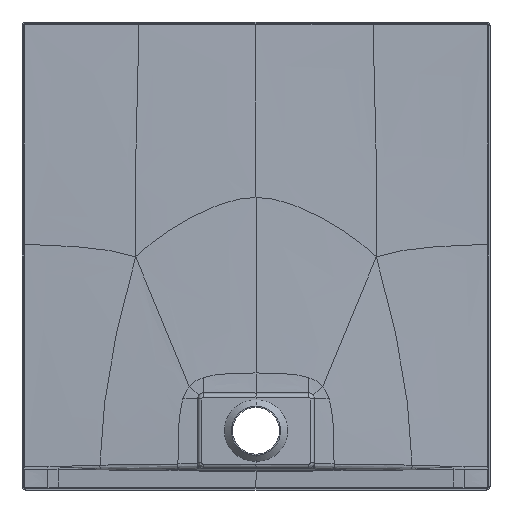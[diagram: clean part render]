
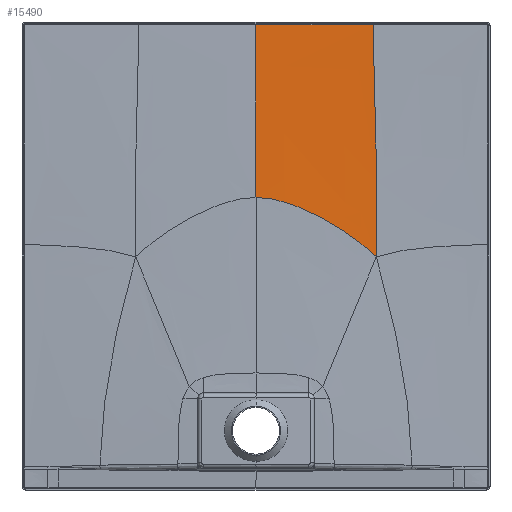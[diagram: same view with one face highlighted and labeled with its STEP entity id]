
A CAD part, front view. The second image highlights one B-rep face of the part: STEP entity #15490.
In plain terms, the highlighted free-form (B-spline) face has degree [3, 3] with [8, 10] control points.
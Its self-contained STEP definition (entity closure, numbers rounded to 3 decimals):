
#3315=CARTESIAN_POINT('',(231.391,-8.999,448.369));
#3317=CARTESIAN_POINT('',(0.,-10.499,
562.567));
#3318=CARTESIAN_POINT('',(18.268,-10.499,562.567));
#3319=CARTESIAN_POINT('',(55.302,-10.391,555.919));
#3320=CARTESIAN_POINT('',(112.294,-10.042,531.693));
#3321=CARTESIAN_POINT('',(161.243,-9.698,503.997));
#3322=CARTESIAN_POINT('',(201.247,-9.349,475.465));
#3323=CARTESIAN_POINT('',(221.369,-9.126,458.038));
#3324=CARTESIAN_POINT('',(231.391,-8.999,448.369));
#3974=CARTESIAN_POINT('',(225.006,-3.05,894.98));
#3997=CARTESIAN_POINT('',(-0.005,-3.113,
894.956));
#3998=CARTESIAN_POINT('',(17.3,-3.113,894.956));
#3999=CARTESIAN_POINT('',(50.565,-3.109,894.957));
#4000=CARTESIAN_POINT('',(95.038,-3.097,894.962));
#4001=CARTESIAN_POINT('',(138.183,-3.083,894.967));
#4002=CARTESIAN_POINT('',(181.933,-3.066,894.974));
#4003=CARTESIAN_POINT('',(210.673,-3.055,894.978));
#4004=CARTESIAN_POINT('',(225.006,-3.05,894.98));
#4006=CARTESIAN_POINT('',(225.006,-3.05,894.98));
#4007=CARTESIAN_POINT('',(225.066,-3.352,864.739));
#4008=CARTESIAN_POINT('',(226.165,-4.083,801.575));
#4009=CARTESIAN_POINT('',(229.249,-5.227,715.581));
#4010=CARTESIAN_POINT('',(231.553,-6.275,638.212));
#4011=CARTESIAN_POINT('',(232.682,-7.117,576.632));
#4012=CARTESIAN_POINT('',(232.757,-7.87,523.181));
#4013=CARTESIAN_POINT('',(232.182,-8.505,480.235));
#4014=CARTESIAN_POINT('',(231.687,-8.832,458.928));
#4015=CARTESIAN_POINT('',(231.391,-8.999,448.369));
#4017=DIRECTION('',(0.,-0.022,-1.));
#4018=VECTOR('',#4017,332.471);
#4019=CARTESIAN_POINT('',(-0.005,-3.113,
894.956));
#4020=LINE('',#4019,#4018);
#4556=VERTEX_POINT('',#3315);
#4673=VERTEX_POINT('',#3974);
#4695=CARTESIAN_POINT('',(0.,-10.499,
562.567));
#4697=VERTEX_POINT('',#4695);
#4698=CARTESIAN_POINT('',(-0.005,-3.113,
894.956));
#4699=VERTEX_POINT('',#4698);
#15401=CARTESIAN_POINT('',(-2.29,-3.023,
899.016));
#15402=CARTESIAN_POINT('',(-2.29,-3.64,
871.241));
#15403=CARTESIAN_POINT('',(-2.277,-4.882,
815.34));
#15404=CARTESIAN_POINT('',(-2.232,-6.436,
745.376));
#15405=CARTESIAN_POINT('',(-2.197,-7.686,
689.123));
#15406=CARTESIAN_POINT('',(-2.182,-8.624,
646.932));
#15407=CARTESIAN_POINT('',(-2.186,-9.405,
611.773));
#15408=CARTESIAN_POINT('',(-2.206,-10.052,
582.658));
#15409=CARTESIAN_POINT('',(-2.223,-10.387,
567.606));
#15410=CARTESIAN_POINT('',(-2.234,-10.565,
559.586));
#15411=CARTESIAN_POINT('',(17.223,-3.023,
899.017));
#15412=CARTESIAN_POINT('',(17.223,-3.641,
871.246));
#15413=CARTESIAN_POINT('',(17.125,-4.885,
815.36));
#15414=CARTESIAN_POINT('',(16.783,-6.441,
745.434));
#15415=CARTESIAN_POINT('',(16.52,-7.692,
689.235));
#15416=CARTESIAN_POINT('',(16.401,-8.63,
647.095));
#15417=CARTESIAN_POINT('',(16.434,-9.411,
611.985));
#15418=CARTESIAN_POINT('',(16.582,-10.057,
582.912));
#15419=CARTESIAN_POINT('',(16.708,-10.391,
567.882));
#15420=CARTESIAN_POINT('',(16.791,-10.569,
559.873));
#15421=CARTESIAN_POINT('',(55.487,-3.022,
899.009));
#15422=CARTESIAN_POINT('',(55.487,-3.618,
871.12));
#15423=CARTESIAN_POINT('',(55.207,-4.82,
814.91));
#15424=CARTESIAN_POINT('',(54.276,-6.334,
744.067));
#15425=CARTESIAN_POINT('',(53.609,-7.566,
686.629));
#15426=CARTESIAN_POINT('',(53.354,-8.499,
643.309));
#15427=CARTESIAN_POINT('',(53.524,-9.285,
607.052));
#15428=CARTESIAN_POINT('',(53.997,-9.941,
576.994));
#15429=CARTESIAN_POINT('',(54.375,-10.281,
561.461));
#15430=CARTESIAN_POINT('',(54.616,-10.463,
553.191));
#15431=CARTESIAN_POINT('',(112.5,-3.019,
898.986));
#15432=CARTESIAN_POINT('',(112.502,-3.533,
870.726));
#15433=CARTESIAN_POINT('',(112.214,-4.584,
813.484));
#15434=CARTESIAN_POINT('',(111.23,-5.962,
739.411));
#15435=CARTESIAN_POINT('',(110.606,-7.137,
677.409));
#15436=CARTESIAN_POINT('',(110.475,-8.059,
629.647));
#15437=CARTESIAN_POINT('',(110.856,-8.866,
588.985));
#15438=CARTESIAN_POINT('',(111.57,-9.555,
555.088));
#15439=CARTESIAN_POINT('',(112.089,-9.919,
537.56));
#15440=CARTESIAN_POINT('',(112.411,-10.114,
528.251));
#15441=CARTESIAN_POINT('',(159.375,-3.016,
898.952));
#15442=CARTESIAN_POINT('',(159.383,-3.443,870.059));
#15443=CARTESIAN_POINT('',(159.467,-4.353,
811.271));
#15444=CARTESIAN_POINT('',(159.567,-5.624,
733.285));
#15445=CARTESIAN_POINT('',(159.754,-6.754,
666.101));
#15446=CARTESIAN_POINT('',(160.027,-7.666,
613.42));
#15447=CARTESIAN_POINT('',(160.429,-8.483,
568.01));
#15448=CARTESIAN_POINT('',(160.876,-9.192,
530.085));
#15449=CARTESIAN_POINT('',(161.152,-9.57,
510.529));
#15450=CARTESIAN_POINT('',(161.297,-9.773,
500.163));
#15451=CARTESIAN_POINT('',(197.467,-3.013,
898.899));
#15452=CARTESIAN_POINT('',(197.482,-3.371,
868.829));
#15453=CARTESIAN_POINT('',(198.109,-4.18,
807.469));
#15454=CARTESIAN_POINT('',(199.828,-5.386,
724.771));
#15455=CARTESIAN_POINT('',(201.165,-6.477,
652.229));
#15456=CARTESIAN_POINT('',(201.933,-7.361,
594.765));
#15457=CARTESIAN_POINT('',(202.202,-8.155,
544.957));
#15458=CARTESIAN_POINT('',(202.123,-8.848,
503.449));
#15459=CARTESIAN_POINT('',(201.95,-9.217,
482.102));
#15460=CARTESIAN_POINT('',(201.838,-9.417,
470.851));
#15461=CARTESIAN_POINT('',(216.809,-3.012,
898.859));
#15462=CARTESIAN_POINT('',(216.828,-3.336,
867.857));
#15463=CARTESIAN_POINT('',(217.782,-4.098,
804.518));
#15464=CARTESIAN_POINT('',(220.492,-5.275,
718.656));
#15465=CARTESIAN_POINT('',(222.513,-6.337,
642.831));
#15466=CARTESIAN_POINT('',(223.543,-7.195,
582.545));
#15467=CARTESIAN_POINT('',(223.692,-7.963,
530.234));
#15468=CARTESIAN_POINT('',(223.247,-8.632,
486.683));
#15469=CARTESIAN_POINT('',(222.837,-8.989,
464.371));
#15470=CARTESIAN_POINT('',(222.53,-9.183,
452.569));
#15471=CARTESIAN_POINT('',(226.776,-3.011,
898.835));
#15472=CARTESIAN_POINT('',(226.797,-3.318,
867.244));
#15473=CARTESIAN_POINT('',(227.92,-4.056,
802.665));
#15474=CARTESIAN_POINT('',(231.148,-5.216,
714.922));
#15475=CARTESIAN_POINT('',(233.512,-6.261,
637.221));
#15476=CARTESIAN_POINT('',(234.663,-7.101,
575.362));
#15477=CARTESIAN_POINT('',(234.722,-7.85,
521.664));
#15478=CARTESIAN_POINT('',(234.095,-8.505,
477.015));
#15479=CARTESIAN_POINT('',(233.521,-8.855,
454.121));
#15480=CARTESIAN_POINT('',(233.158,-9.044,
442.064));
#15481=B_SPLINE_SURFACE_WITH_KNOTS('',3,3,((#15401,#15402,#15403,#15404,#15405,
#15406,#15407,#15408,#15409,#15410),(#15411,#15412,#15413,#15414,#15415,#15416,
#15417,#15418,#15419,#15420),(#15421,#15422,#15423,#15424,#15425,#15426,#15427,
#15428,#15429,#15430),(#15431,#15432,#15433,#15434,#15435,#15436,#15437,#15438,
#15439,#15440),(#15441,#15442,#15443,#15444,#15445,#15446,#15447,#15448,#15449,
#15450),(#15451,#15452,#15453,#15454,#15455,#15456,#15457,#15458,#15459,#15460),
(#15461,#15462,#15463,#15464,#15465,#15466,#15467,#15468,#15469,#15470),(#15471,
#15472,#15473,#15474,#15475,#15476,#15477,#15478,#15479,#15480)),.UNSPECIFIED.,
.F.,.F.,.F.,(4,1,1,1,1,4),(4,1,1,1,1,1,1,4),(-0.005,0.125,0.25,
0.375,0.438,0.504),(0.002,0.125,0.25,0.313,
0.375,0.438,0.469,0.504),.UNSPECIFIED.);
#15483=ORIENTED_EDGE('',*,*,#15482,.F.);
#15485=ORIENTED_EDGE('',*,*,#15484,.T.);
#15486=ORIENTED_EDGE('',*,*,#15392,.T.);
#15487=ORIENTED_EDGE('',*,*,#13584,.F.);
#15488=EDGE_LOOP('',(#15483,#15485,#15486,#15487));
#15489=FACE_OUTER_BOUND('',#15488,.F.);
#15490=ADVANCED_FACE('',(#15489),#15481,.F.);
#3325=B_SPLINE_CURVE_WITH_KNOTS('',3,(#3317,#3318,#3319,#3320,#3321,#3322,#3323,
#3324),.UNSPECIFIED.,.F.,.F.,(4,1,1,1,1,4),(0.,0.25,0.5,0.75,0.875,
1.),.UNSPECIFIED.);
#4005=B_SPLINE_CURVE_WITH_KNOTS('',3,(#3997,#3998,#3999,#4000,#4001,#4002,#4003,
#4004),.UNSPECIFIED.,.F.,.F.,(4,1,1,1,1,4),(0.,0.2,0.4,0.6,0.8,1.),
.UNSPECIFIED.);
#4016=B_SPLINE_CURVE_WITH_KNOTS('',3,(#4006,#4007,#4008,#4009,#4010,#4011,#4012,
#4013,#4014,#4015),.UNSPECIFIED.,.F.,.F.,(4,1,1,1,1,1,1,4),(0.,
0.24,0.493,0.62,0.747,
0.873,0.937,1.),.UNSPECIFIED.);
#13584=EDGE_CURVE('',#4697,#4556,#3325,.T.);
#15392=EDGE_CURVE('',#4673,#4556,#4016,.T.);
#15482=EDGE_CURVE('',#4699,#4697,#4020,.T.);
#15484=EDGE_CURVE('',#4699,#4673,#4005,.T.);
